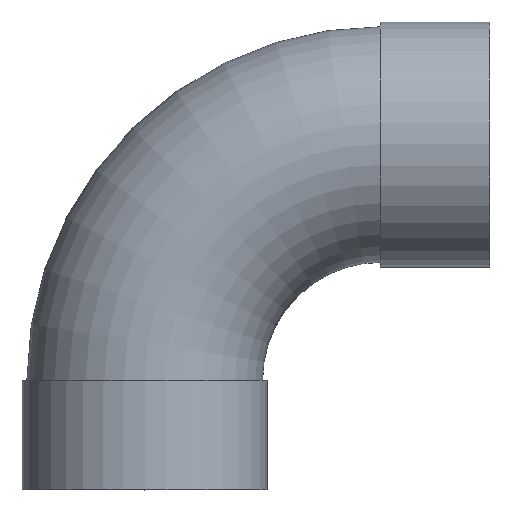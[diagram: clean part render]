
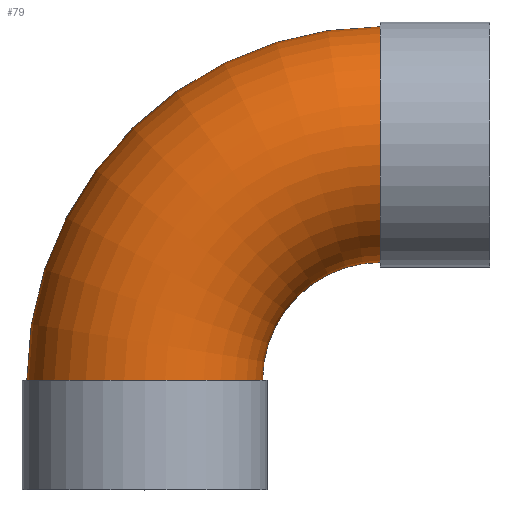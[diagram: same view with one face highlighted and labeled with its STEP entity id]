
A CAD part, top view. The second image highlights one B-rep face of the part: STEP entity #79.
In plain terms, the highlighted toroidal (fillet/blend) face has major radius 90 mm and minor radius 45 mm.
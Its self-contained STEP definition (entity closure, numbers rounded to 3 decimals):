
#79 = ADVANCED_FACE( '', ( #154, #155 ), #156, .T. );
#154 = FACE_OUTER_BOUND( '', #216, .T. );
#155 = FACE_OUTER_BOUND( '', #217, .T. );
#156 = TOROIDAL_SURFACE( '', #218, 90., 45. );
#216 = EDGE_LOOP( '', ( #286 ) );
#217 = EDGE_LOOP( '', ( #287 ) );
#218 = AXIS2_PLACEMENT_3D( '', #288, #289, #290 );
#286 = ORIENTED_EDGE( '', *, *, #320, .T. );
#287 = ORIENTED_EDGE( '', *, *, #300, .F. );
#288 = CARTESIAN_POINT( '', ( 90., 41.8, 0. ) );
#289 = DIRECTION( '', ( 0., 0., -1. ) );
#290 = DIRECTION( '', ( -1., 0., 0. ) );
#300 = EDGE_CURVE( '', #325, #325, #326, .T. );
#320 = EDGE_CURVE( '', #355, #355, #356, .T. );
#325 = VERTEX_POINT( '', #361 );
#326 = CIRCLE( '', #362, 45. );
#355 = VERTEX_POINT( '', #391 );
#356 = CIRCLE( '', #392, 45. );
#361 = CARTESIAN_POINT( '', ( 90., 86.8, 0. ) );
#362 = AXIS2_PLACEMENT_3D( '', #397, #398, #399 );
#391 = CARTESIAN_POINT( '', ( 45., 41.8, 0. ) );
#392 = AXIS2_PLACEMENT_3D( '', #427, #428, #429 );
#397 = CARTESIAN_POINT( '', ( 90., 131.8, 0. ) );
#398 = DIRECTION( '', ( 1., 0., 0. ) );
#399 = DIRECTION( '', ( 0., -1., 0. ) );
#427 = CARTESIAN_POINT( '', ( 0., 41.8, 0. ) );
#428 = DIRECTION( '', ( 0., 1., 0. ) );
#429 = DIRECTION( '', ( 1., 0., 0. ) );
